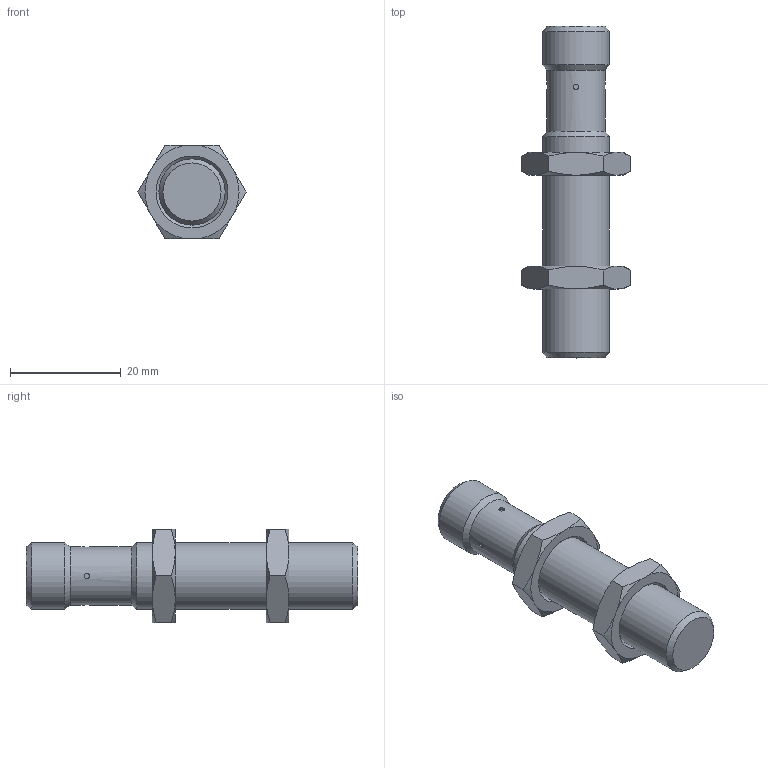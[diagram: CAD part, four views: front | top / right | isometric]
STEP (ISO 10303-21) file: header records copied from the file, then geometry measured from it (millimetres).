
FILE_DESCRIPTION((''),'2;1');
FILE_NAME('IC120122.stp','2017-04-25T20:14:43',('User'),(''),'Autodesk Inventor 11','Autodesk Inventor 11','');
FILE_SCHEMA(('AUTOMOTIVE_DESIGN { 1 0 10303 214 1 1 1 1 }'));
Length unit declared in the file: millimetre
Products named in the file (3): IC120122; IC120122 Sensor; M12x1 Mutter
Assembly tree (3 placements, depth 2):
  IC120122
    IC120122 Sensor
    M12x1 Mutter  x2
Bounding box: 19.57 x 60 x 16.95 mm (x, y, z)
Volume: 7035.6 mm3; surface area: 4025.1 mm2
Topology: 3 solids, 3 shells, 89 faces, 236 edges, 153 vertices
Faces by surface type: cone 32, plane 31, cylinder 20, sphere 4, bspline 2
Full cylindrical faces by diameter (mm): 1 x8, 8.3 x1, 10.5 x1, 12 x2
Entity records: 2185 total; most frequent: CARTESIAN_POINT 669, DIRECTION 306, ORIENTED_EDGE 278, EDGE_CURVE 139, AXIS2_PLACEMENT_3D 128, VERTEX_POINT 105, EDGE_LOOP 96, FACE_OUTER_BOUND 66
